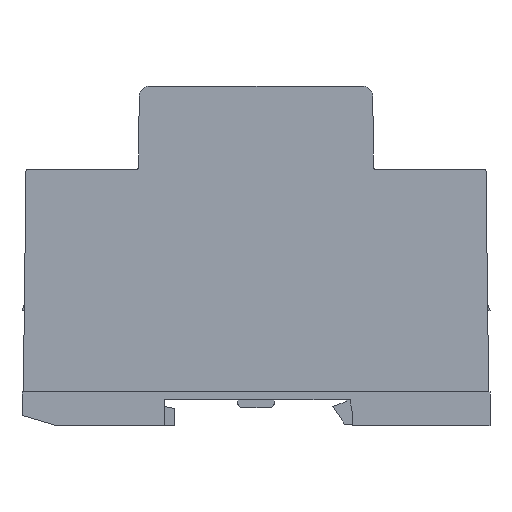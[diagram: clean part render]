
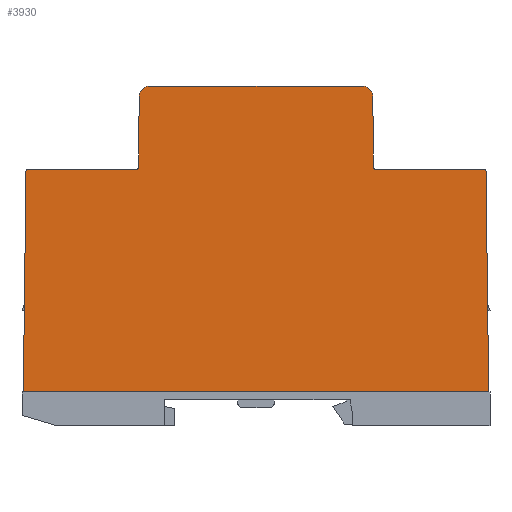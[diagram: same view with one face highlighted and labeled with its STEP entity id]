
A CAD part, left-side view. The second image highlights one B-rep face of the part: STEP entity #3930.
In plain terms, the highlighted planar face has unit normal (-1, 0, 0).
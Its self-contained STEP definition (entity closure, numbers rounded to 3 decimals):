
#3930=ADVANCED_FACE('',(#10440),#10441,.F.);
#4128=VERTEX_POINT('',#10750);
#4136=VERTEX_POINT('',#10758);
#4140=EDGE_CURVE('',#4136,#4128,#10762,.T.);
#4142=VERTEX_POINT('',#10764);
#4148=VERTEX_POINT('',#10770);
#4150=EDGE_CURVE('',#4142,#4148,#10772,.T.);
#4158=VERTEX_POINT('',#10780);
#4164=VERTEX_POINT('',#10786);
#4166=EDGE_CURVE('',#4158,#4164,#10788,.T.);
#4176=VERTEX_POINT('',#10798);
#4184=VERTEX_POINT('',#10806);
#4188=EDGE_CURVE('',#4184,#4176,#10810,.T.);
#5398=VERTEX_POINT('',#12020);
#5400=EDGE_CURVE('',#4164,#5398,#12022,.T.);
#7640=VERTEX_POINT('',#14262);
#7644=VERTEX_POINT('',#14266);
#7646=EDGE_CURVE('',#7640,#7644,#14268,.T.);
#8358=VERTEX_POINT('',#14980);
#8362=EDGE_CURVE('',#8358,#4184,#14984,.T.);
#8400=VERTEX_POINT('',#15022);
#8402=EDGE_CURVE('',#4176,#8400,#15024,.T.);
#8422=VERTEX_POINT('',#15044);
#8424=EDGE_CURVE('',#8400,#8422,#15046,.T.);
#8430=EDGE_CURVE('',#8422,#4158,#15052,.T.);
#8434=EDGE_CURVE('',#5398,#4142,#15056,.T.);
#8438=EDGE_CURVE('',#4148,#4136,#15060,.T.);
#8440=VERTEX_POINT('',#15062);
#8442=EDGE_CURVE('',#4128,#8440,#15064,.T.);
#8450=VERTEX_POINT('',#15072);
#8452=EDGE_CURVE('',#8440,#8450,#15074,.T.);
#8526=EDGE_CURVE('',#8450,#7640,#15148,.T.);
#8596=EDGE_CURVE('',#7644,#8358,#15218,.T.);
#10440=FACE_OUTER_BOUND('',#17057,.T.);
#10441=PLANE('',#17058);
#10750=CARTESIAN_POINT('',(0.15,22.107,49.144));
#10758=CARTESIAN_POINT('',(0.15,22.256,49.494));
#10762=CIRCLE('',#17385,0.5);
#10764=CARTESIAN_POINT('',(0.15,23.016,64.423));
#10770=CARTESIAN_POINT('',(0.15,22.421,63.024));
#10772=CIRCLE('',#17398,2.0);
#10780=CARTESIAN_POINT('',(0.15,66.484,64.423));
#10786=CARTESIAN_POINT('',(0.15,65.079,65.0));
#10788=CIRCLE('',#17420,2.0);
#10798=CARTESIAN_POINT('',(0.15,67.393,49.144));
#10806=CARTESIAN_POINT('',(0.15,67.744,49.0));
#10810=CIRCLE('',#17451,0.5);
#12020=CARTESIAN_POINT('',(0.15,24.421,65.0));
#12022=LINE('',#19563,#19564);
#14262=CARTESIAN_POINT('',(0.15,0.25,6.5));
#14266=CARTESIAN_POINT('',(0.15,89.25,6.5));
#14268=LINE('',#23403,#23404);
#14980=CARTESIAN_POINT('',(0.15,88.731,49.0));
#14984=LINE('',#24553,#24554);
#15022=CARTESIAN_POINT('',(0.15,67.244,49.494));
#15024=CIRCLE('',#24613,0.5);
#15044=CARTESIAN_POINT('',(0.15,67.079,63.024));
#15046=LINE('',#24645,#24646);
#15052=CIRCLE('',#24656,2.0);
#15056=CIRCLE('',#24662,2.0);
#15060=LINE('',#24669,#24670);
#15062=CARTESIAN_POINT('',(0.15,21.756,49.0));
#15064=CIRCLE('',#24675,0.5);
#15072=CARTESIAN_POINT('',(0.15,0.769,49.0));
#15074=LINE('',#24689,#24690);
#15148=LINE('',#24798,#24799);
#15218=LINE('',#24910,#24911);
#17057=EDGE_LOOP('',(#29877,#29878,#29879,#29880,#29881,#29882,#29883,#29884,#29885,#29886,#29887,#29888,#29889,#29890,#29891,#29892));
#17058=AXIS2_PLACEMENT_3D('',#29893,#29894,#29895);
#17385=AXIS2_PLACEMENT_3D('',#30728,#30729,#30730);
#17398=AXIS2_PLACEMENT_3D('',#30732,#30733,#30734);
#17420=AXIS2_PLACEMENT_3D('',#30740,#30741,#30742);
#17451=AXIS2_PLACEMENT_3D('',#30752,#30753,#30754);
#19563=CARTESIAN_POINT('',(0.15,65.079,65.0));
#19564=VECTOR('',#31307,40.658);
#23403=CARTESIAN_POINT('',(0.15,0.25,6.5));
#23404=VECTOR('',#32079,89.);
#24553=CARTESIAN_POINT('',(0.15,88.731,49.0));
#24554=VECTOR('',#32316,20.987);
#24613=AXIS2_PLACEMENT_3D('',#32331,#32332,#32333);
#24645=CARTESIAN_POINT('',(0.15,67.244,49.494));
#24646=VECTOR('',#32341,13.532);
#24656=AXIS2_PLACEMENT_3D('',#32346,#32347,#32348);
#24662=AXIS2_PLACEMENT_3D('',#32352,#32353,#32354);
#24669=CARTESIAN_POINT('',(0.15,22.421,63.024));
#24670=VECTOR('',#32356,13.532);
#24675=AXIS2_PLACEMENT_3D('',#32357,#32358,#32359);
#24689=CARTESIAN_POINT('',(0.15,21.756,49.0));
#24690=VECTOR('',#32364,20.987);
#24798=CARTESIAN_POINT('',(0.15,0.769,49.0));
#24799=VECTOR('',#32404,42.503);
#24910=CARTESIAN_POINT('',(0.15,89.25,6.5));
#24911=VECTOR('',#32425,42.503);
#29877=ORIENTED_EDGE('',*,*,#8526,.F.);
#29878=ORIENTED_EDGE('',*,*,#8452,.F.);
#29879=ORIENTED_EDGE('',*,*,#8442,.F.);
#29880=ORIENTED_EDGE('',*,*,#4140,.F.);
#29881=ORIENTED_EDGE('',*,*,#8438,.F.);
#29882=ORIENTED_EDGE('',*,*,#4150,.F.);
#29883=ORIENTED_EDGE('',*,*,#8434,.F.);
#29884=ORIENTED_EDGE('',*,*,#5400,.F.);
#29885=ORIENTED_EDGE('',*,*,#4166,.F.);
#29886=ORIENTED_EDGE('',*,*,#8430,.F.);
#29887=ORIENTED_EDGE('',*,*,#8424,.F.);
#29888=ORIENTED_EDGE('',*,*,#8402,.F.);
#29889=ORIENTED_EDGE('',*,*,#4188,.F.);
#29890=ORIENTED_EDGE('',*,*,#8362,.F.);
#29891=ORIENTED_EDGE('',*,*,#8596,.F.);
#29892=ORIENTED_EDGE('',*,*,#7646,.F.);
#29893=CARTESIAN_POINT('',(0.15,89.25,0.0));
#29894=DIRECTION('',(1.0,0.0,0.0));
#29895=DIRECTION('',(0.0,0.0,-1.0));
#30728=CARTESIAN_POINT('',(0.15,21.756,49.5));
#30729=DIRECTION('',(-1.0,0.0,0.0));
#30730=DIRECTION('',(0.0,1.,-0.012));
#30732=CARTESIAN_POINT('',(0.15,24.421,63.0));
#30733=DIRECTION('',(1.0,0.0,0.0));
#30734=DIRECTION('',(0.0,0.,1.0));
#30740=CARTESIAN_POINT('',(0.15,65.079,63.0));
#30741=DIRECTION('',(1.0,0.0,-0.0));
#30742=DIRECTION('',(0.0,1.,0.012));
#30752=CARTESIAN_POINT('',(0.15,67.744,49.5));
#30753=DIRECTION('',(-1.0,0.0,0.0));
#30754=DIRECTION('',(0.0,0.,-1.0));
#31307=DIRECTION('',(0.0,-1.0,0.0));
#32079=DIRECTION('',(0.0,1.0,0.0));
#32316=DIRECTION('',(0.0,-1.0,0.0));
#32331=CARTESIAN_POINT('',(0.15,67.744,49.5));
#32332=DIRECTION('',(-1.0,0.0,0.0));
#32333=DIRECTION('',(0.0,0.,-1.0));
#32341=DIRECTION('',(0.0,-0.012,1.));
#32346=CARTESIAN_POINT('',(0.15,65.079,63.0));
#32347=DIRECTION('',(1.0,0.0,-0.0));
#32348=DIRECTION('',(0.0,1.,0.012));
#32352=CARTESIAN_POINT('',(0.15,24.421,63.0));
#32353=DIRECTION('',(1.0,0.0,0.0));
#32354=DIRECTION('',(0.0,0.,1.0));
#32356=DIRECTION('',(0.0,-0.012,-1.));
#32357=CARTESIAN_POINT('',(0.15,21.756,49.5));
#32358=DIRECTION('',(-1.0,0.0,0.0));
#32359=DIRECTION('',(0.0,1.,-0.012));
#32364=DIRECTION('',(0.0,-1.0,0.0));
#32404=DIRECTION('',(0.0,-0.012,-1.));
#32425=DIRECTION('',(0.0,-0.012,1.));
